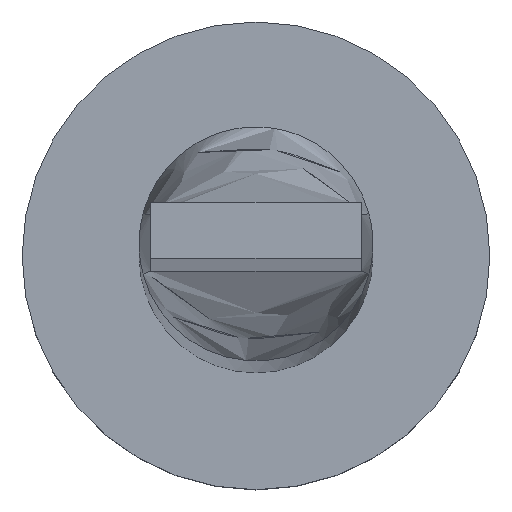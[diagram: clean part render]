
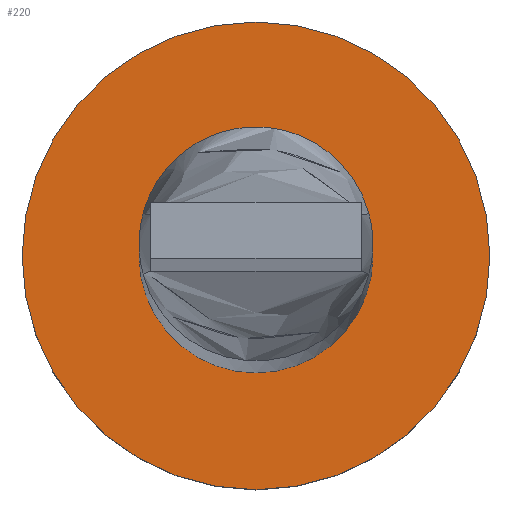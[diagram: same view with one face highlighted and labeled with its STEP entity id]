
A CAD part, top view. The second image highlights one B-rep face of the part: STEP entity #220.
In plain terms, the highlighted planar face has unit normal (0, 0, 1).
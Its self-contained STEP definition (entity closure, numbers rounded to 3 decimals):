
#4 = AXIS2_PLACEMENT_3D ( 'NONE', #422, #365, #515 ) ;
#10 = PLANE ( 'NONE',  #62 ) ;
#25 = CIRCLE ( 'NONE', #327, 2.5 ) ;
#34 = EDGE_LOOP ( 'NONE', ( #297, #262 ) ) ;
#62 = AXIS2_PLACEMENT_3D ( 'NONE', #551, #186, #353 ) ;
#101 = DIRECTION ( 'NONE',  ( 0., 0., 1. ) ) ;
#106 = CARTESIAN_POINT ( 'NONE',  ( 5., 0., 3. ) ) ;
#111 = DIRECTION ( 'NONE',  ( 0., 0., 1. ) ) ;
#159 = ORIENTED_EDGE ( 'NONE', *, *, #228, .T. ) ;
#171 = DIRECTION ( 'NONE',  ( 1., 0., 0. ) ) ;
#181 = EDGE_CURVE ( 'NONE', #261, #326, #211, .T. ) ;
#186 = DIRECTION ( 'NONE',  ( 0., 0., 1. ) ) ;
#191 = FACE_OUTER_BOUND ( 'NONE', #543, .T. ) ;
#211 = CIRCLE ( 'NONE', #266, 5. ) ;
#220 = ADVANCED_FACE ( 'NONE', ( #411, #191 ), #10, .T. ) ;
#228 = EDGE_CURVE ( 'NONE', #326, #261, #382, .T. ) ;
#236 = EDGE_CURVE ( 'NONE', #334, #342, #563, .T. ) ;
#239 = CARTESIAN_POINT ( 'NONE',  ( 0., 0., 3. ) ) ;
#261 = VERTEX_POINT ( 'NONE', #106 ) ;
#262 = ORIENTED_EDGE ( 'NONE', *, *, #236, .F. ) ;
#266 = AXIS2_PLACEMENT_3D ( 'NONE', #239, #111, #418 ) ;
#272 = DIRECTION ( 'NONE',  ( 0., 0., 1. ) ) ;
#282 = CARTESIAN_POINT ( 'NONE',  ( 0., 0., 3. ) ) ;
#297 = ORIENTED_EDGE ( 'NONE', *, *, #568, .F. ) ;
#326 = VERTEX_POINT ( 'NONE', #426 ) ;
#327 = AXIS2_PLACEMENT_3D ( 'NONE', #399, #272, #171 ) ;
#334 = VERTEX_POINT ( 'NONE', #361 ) ;
#342 = VERTEX_POINT ( 'NONE', #416 ) ;
#353 = DIRECTION ( 'NONE',  ( 1., 0., 0. ) ) ;
#358 = DIRECTION ( 'NONE',  ( 1., 0., 0. ) ) ;
#361 = CARTESIAN_POINT ( 'NONE',  ( 2.5, 0., 3. ) ) ;
#365 = DIRECTION ( 'NONE',  ( 0., 0., 1. ) ) ;
#382 = CIRCLE ( 'NONE', #546, 5. ) ;
#399 = CARTESIAN_POINT ( 'NONE',  ( 0., 0., 3. ) ) ;
#411 = FACE_BOUND ( 'NONE', #34, .T. ) ;
#416 = CARTESIAN_POINT ( 'NONE',  ( -2.5, 0., 3. ) ) ;
#418 = DIRECTION ( 'NONE',  ( 1., 0., 0. ) ) ;
#422 = CARTESIAN_POINT ( 'NONE',  ( 0., 0., 3. ) ) ;
#426 = CARTESIAN_POINT ( 'NONE',  ( -5., 0., 3. ) ) ;
#494 = ORIENTED_EDGE ( 'NONE', *, *, #181, .T. ) ;
#515 = DIRECTION ( 'NONE',  ( 1., 0., 0. ) ) ;
#543 = EDGE_LOOP ( 'NONE', ( #159, #494 ) ) ;
#546 = AXIS2_PLACEMENT_3D ( 'NONE', #282, #101, #358 ) ;
#551 = CARTESIAN_POINT ( 'NONE',  ( 0., 0., 3. ) ) ;
#563 = CIRCLE ( 'NONE', #4, 2.5 ) ;
#568 = EDGE_CURVE ( 'NONE', #342, #334, #25, .T. ) ;
